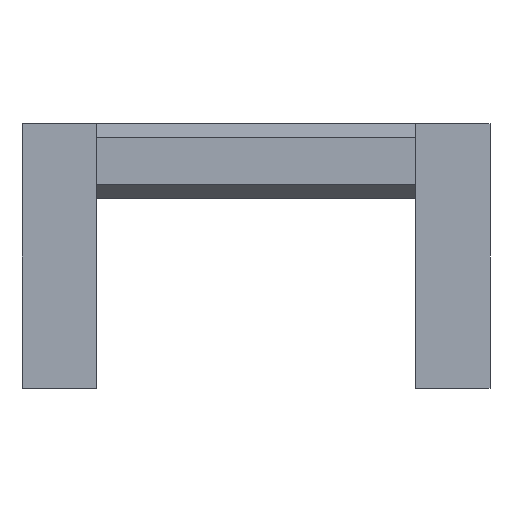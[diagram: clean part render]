
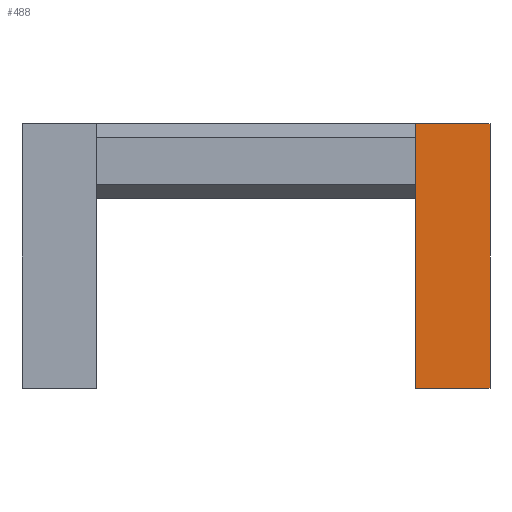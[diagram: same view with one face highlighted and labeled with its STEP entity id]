
A CAD part, front view. The second image highlights one B-rep face of the part: STEP entity #488.
In plain terms, the highlighted planar face has unit normal (0, -1, 0).
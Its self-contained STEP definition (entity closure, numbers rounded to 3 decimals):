
#30=FACE_OUTER_BOUND('',#60,.T.);
#60=EDGE_LOOP('',(#378,#379,#380,#381));
#103=LINE('',#742,#169);
#107=LINE('',#749,#173);
#108=LINE('',#751,#174);
#113=LINE('',#759,#179);
#169=VECTOR('',#597,10.);
#173=VECTOR('',#603,10.);
#174=VECTOR('',#606,10.);
#179=VECTOR('',#617,10.);
#230=VERTEX_POINT('',#739);
#231=VERTEX_POINT('',#741);
#232=VERTEX_POINT('',#745);
#233=VERTEX_POINT('',#747);
#273=EDGE_CURVE('',#230,#231,#103,.T.);
#277=EDGE_CURVE('',#232,#233,#107,.T.);
#278=EDGE_CURVE('',#231,#233,#108,.T.);
#283=EDGE_CURVE('',#232,#230,#113,.T.);
#378=ORIENTED_EDGE('',*,*,#277,.T.);
#379=ORIENTED_EDGE('',*,*,#278,.F.);
#380=ORIENTED_EDGE('',*,*,#273,.F.);
#381=ORIENTED_EDGE('',*,*,#283,.F.);
#458=PLANE('',#538);
#488=ADVANCED_FACE('',(#30),#458,.F.);
#538=AXIS2_PLACEMENT_3D('',#766,#627,#628);
#597=DIRECTION('',(0.,0.,1.));
#603=DIRECTION('',(0.,0.,1.));
#606=DIRECTION('',(1.,0.,0.));
#617=DIRECTION('',(-1.,0.,0.));
#627=DIRECTION('center_axis',(0.,1.,0.));
#628=DIRECTION('ref_axis',(0.,0.,1.));
#739=CARTESIAN_POINT('',(26.278,0.,0.495));
#741=CARTESIAN_POINT('',(26.278,0.,44.));
#742=CARTESIAN_POINT('',(26.278,0.,0.495));
#745=CARTESIAN_POINT('',(38.547,0.,0.495));
#747=CARTESIAN_POINT('',(38.547,0.,44.));
#749=CARTESIAN_POINT('',(38.547,0.,0.495));
#751=CARTESIAN_POINT('',(38.547,0.,44.));
#759=CARTESIAN_POINT('',(38.547,0.,0.495));
#766=CARTESIAN_POINT('Origin',(32.413,0.,2.495));
